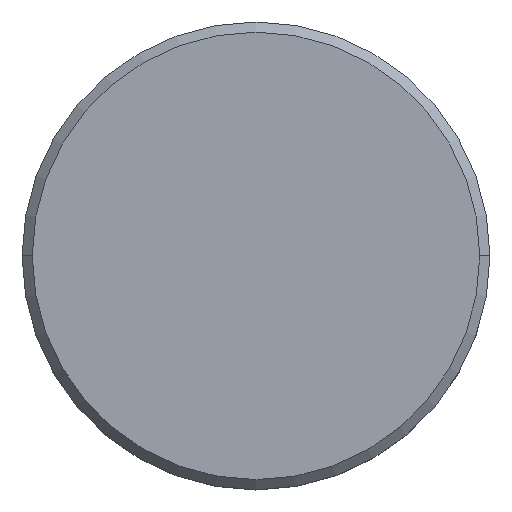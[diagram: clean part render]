
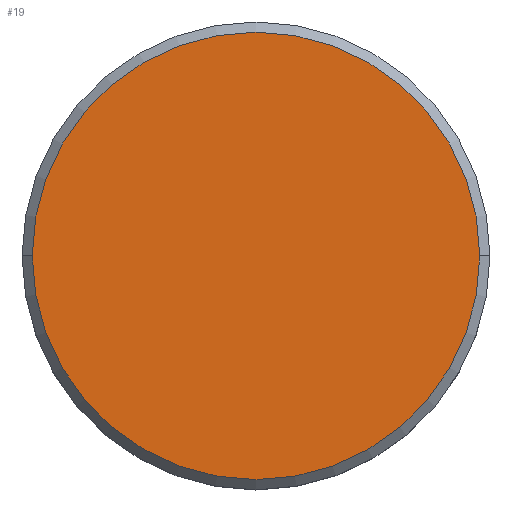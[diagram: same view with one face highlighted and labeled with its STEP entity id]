
A CAD part, top view. The second image highlights one B-rep face of the part: STEP entity #19.
In plain terms, the highlighted planar face has unit normal (0, 0, 1).
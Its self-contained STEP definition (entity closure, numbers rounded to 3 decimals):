
#19 = ADVANCED_FACE ( 'NONE', ( #1091 ), #311, .T. ) ;
#81 = DIRECTION ( 'NONE',  ( 0., 0., 1. ) ) ;
#138 = CIRCLE ( 'NONE', #658, 11. ) ;
#220 = EDGE_CURVE ( 'NONE', #613, #520, #138, .T. ) ;
#285 = CARTESIAN_POINT ( 'NONE',  ( 0., 0., 0. ) ) ;
#291 = ORIENTED_EDGE ( 'NONE', *, *, #220, .T. ) ;
#302 = AXIS2_PLACEMENT_3D ( 'NONE', #662, #1024, #758 ) ;
#311 = PLANE ( 'NONE',  #302 ) ;
#426 = DIRECTION ( 'NONE',  ( 1., 0., 0. ) ) ;
#430 = ORIENTED_EDGE ( 'NONE', *, *, #1109, .T. ) ;
#520 = VERTEX_POINT ( 'NONE', #974 ) ;
#531 = CARTESIAN_POINT ( 'NONE',  ( 0., 0., 0. ) ) ;
#548 = DIRECTION ( 'NONE',  ( 0., 0., 1. ) ) ;
#567 = CIRCLE ( 'NONE', #736, 11. ) ;
#613 = VERTEX_POINT ( 'NONE', #749 ) ;
#658 = AXIS2_PLACEMENT_3D ( 'NONE', #531, #81, #426 ) ;
#662 = CARTESIAN_POINT ( 'NONE',  ( 0., 0., 0. ) ) ;
#736 = AXIS2_PLACEMENT_3D ( 'NONE', #285, #548, #907 ) ;
#749 = CARTESIAN_POINT ( 'NONE',  ( 11., 0., 0. ) ) ;
#758 = DIRECTION ( 'NONE',  ( 1., 0., 0. ) ) ;
#907 = DIRECTION ( 'NONE',  ( 1., 0., 0. ) ) ;
#974 = CARTESIAN_POINT ( 'NONE',  ( -11., 0., 0. ) ) ;
#995 = EDGE_LOOP ( 'NONE', ( #430, #291 ) ) ;
#1024 = DIRECTION ( 'NONE',  ( 0., 0., 1. ) ) ;
#1091 = FACE_OUTER_BOUND ( 'NONE', #995, .T. ) ;
#1109 = EDGE_CURVE ( 'NONE', #520, #613, #567, .T. ) ;
